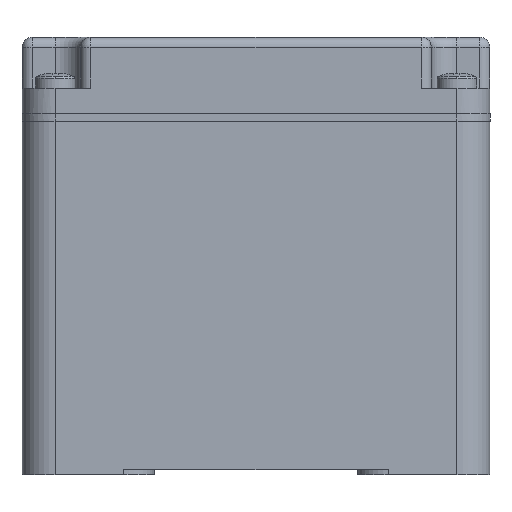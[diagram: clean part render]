
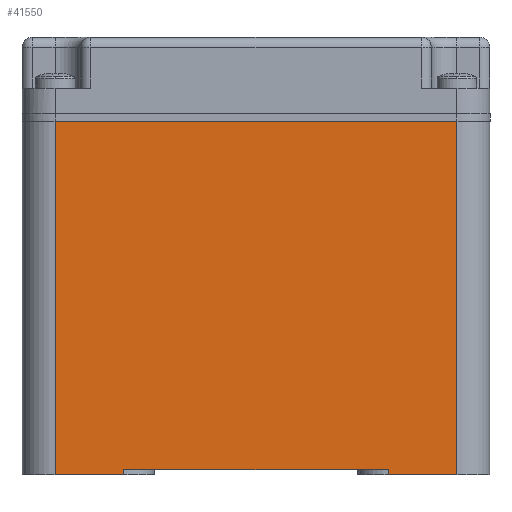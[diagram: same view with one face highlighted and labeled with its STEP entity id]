
A CAD part, front view. The second image highlights one B-rep face of the part: STEP entity #41550.
In plain terms, the highlighted planar face has unit normal (0, -1, 0).
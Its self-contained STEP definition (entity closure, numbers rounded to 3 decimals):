
#280=CARTESIAN_POINT('',(84.966,-120.755,0.));
#290=VERTEX_POINT('',#280);
#320=CARTESIAN_POINT('',(0.,-120.755,0.));
#330=DIRECTION('',(1.,0.,0.));
#340=VECTOR('',#330,1.);
#350=LINE('',#320,#340);
#360=CARTESIAN_POINT('',(98.466,-120.755,0.));
#370=VERTEX_POINT('',#360);
#380=EDGE_CURVE('',#290,#370,#350,.T.);
#2060=CARTESIAN_POINT('',(32.966,-120.755,1.));
#2070=VERTEX_POINT('',#2060);
#2100=CARTESIAN_POINT('',(0.,-120.755,1.));
#2110=DIRECTION('',(-1.,0.,0.));
#2120=VECTOR('',#2110,1.);
#2130=LINE('',#2100,#2120);
#2140=CARTESIAN_POINT('',(84.966,-120.755,1.));
#2150=VERTEX_POINT('',#2140);
#2160=EDGE_CURVE('',#2150,#2070,#2130,.T.);
#6450=CARTESIAN_POINT('',(32.966,-120.755,0.));
#6460=VERTEX_POINT('',#6450);
#6980=CARTESIAN_POINT('',(19.466,-120.755,0.));
#6990=VERTEX_POINT('',#6980);
#7020=EDGE_CURVE('',#6990,#6460,#350,.T.);
#41110=CARTESIAN_POINT('',(0.,-120.755,69.5));
#41120=DIRECTION('',(-0.,-1.,-0.));
#41130=DIRECTION('',(-1.,0.,0.));
#41140=AXIS2_PLACEMENT_3D('',#41110,#41120,#41130);
#41150=PLANE('',#41140);
#41160=ORIENTED_EDGE('',*,*,#2160,.F.);
#41170=CARTESIAN_POINT('',(32.966,-120.755,0.));
#41180=DIRECTION('',(0.,0.,1.));
#41190=VECTOR('',#41180,1.);
#41200=LINE('',#41170,#41190);
#41210=EDGE_CURVE('',#6460,#2070,#41200,.T.);
#41220=ORIENTED_EDGE('',*,*,#41210,.T.);
#41230=ORIENTED_EDGE('',*,*,#7020,.T.);
#41240=CARTESIAN_POINT('',(19.466,-120.755,0.));
#41250=DIRECTION('',(0.,0.,1.));
#41260=VECTOR('',#41250,1.);
#41270=LINE('',#41240,#41260);
#41280=CARTESIAN_POINT('',(19.466,-120.755,69.5));
#41290=VERTEX_POINT('',#41280);
#41300=EDGE_CURVE('',#6990,#41290,#41270,.T.);
#41310=ORIENTED_EDGE('',*,*,#41300,.F.);
#41320=CARTESIAN_POINT('',(0.,-120.755,69.5));
#41330=DIRECTION('',(1.,0.,0.));
#41340=VECTOR('',#41330,1.);
#41350=LINE('',#41320,#41340);
#41360=CARTESIAN_POINT('',(98.466,-120.755,69.5));
#41370=VERTEX_POINT('',#41360);
#41380=EDGE_CURVE('',#41290,#41370,#41350,.T.);
#41390=ORIENTED_EDGE('',*,*,#41380,.F.);
#41400=CARTESIAN_POINT('',(98.466,-120.755,0.));
#41410=DIRECTION('',(0.,0.,1.));
#41420=VECTOR('',#41410,1.);
#41430=LINE('',#41400,#41420);
#41440=EDGE_CURVE('',#370,#41370,#41430,.T.);
#41450=ORIENTED_EDGE('',*,*,#41440,.T.);
#41460=ORIENTED_EDGE('',*,*,#380,.T.);
#41470=CARTESIAN_POINT('',(84.966,-120.755,0.));
#41480=DIRECTION('',(0.,0.,1.));
#41490=VECTOR('',#41480,1.);
#41500=LINE('',#41470,#41490);
#41510=EDGE_CURVE('',#290,#2150,#41500,.T.);
#41520=ORIENTED_EDGE('',*,*,#41510,.F.);
#41530=EDGE_LOOP('',(#41520,#41460,#41450,#41390,#41310,#41230,#41220,
#41160));
#41540=FACE_OUTER_BOUND('',#41530,.T.);
#41550=ADVANCED_FACE('',(#41540),#41150,.T.);
